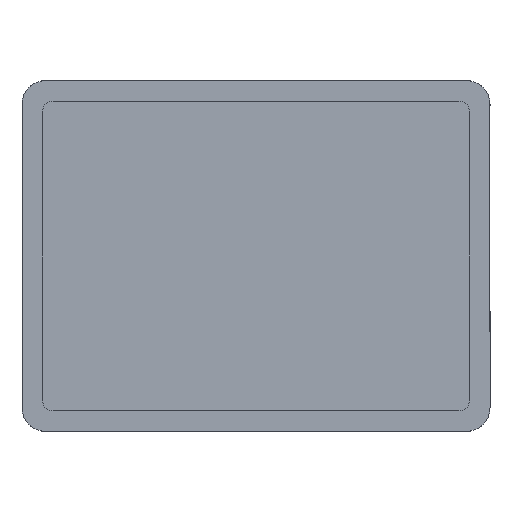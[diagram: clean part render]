
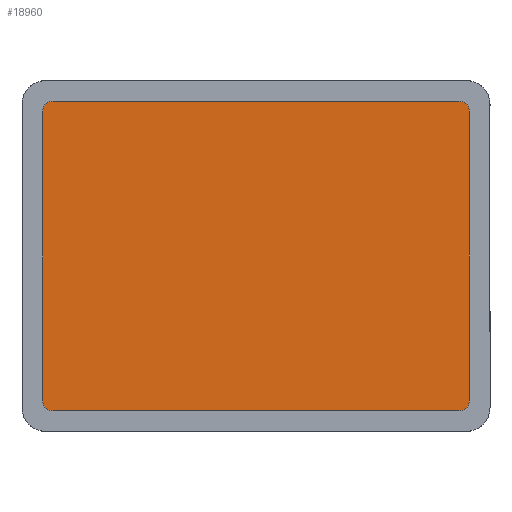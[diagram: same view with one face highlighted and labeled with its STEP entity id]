
A CAD part, front view. The second image highlights one B-rep face of the part: STEP entity #18960.
In plain terms, the highlighted planar face has unit normal (0, -1, 0).
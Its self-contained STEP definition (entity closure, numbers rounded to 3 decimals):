
#164 = FACE_OUTER_BOUND ( 'NONE', #20511, .T. ) ;
#178 = CARTESIAN_POINT ( 'NONE',  ( -182., 0., 123. ) ) ;
#213 = VERTEX_POINT ( 'NONE', #17149 ) ;
#1189 = CARTESIAN_POINT ( 'NONE',  ( 173., 0., 132. ) ) ;
#1277 = AXIS2_PLACEMENT_3D ( 'NONE', #20424, #6207, #19047 ) ;
#1443 = CARTESIAN_POINT ( 'NONE',  ( 173., 0., 123. ) ) ;
#2048 = PLANE ( 'NONE',  #9881 ) ;
#2567 = CARTESIAN_POINT ( 'NONE',  ( -173., 0., 132. ) ) ;
#2714 = LINE ( 'NONE', #5876, #18291 ) ;
#3233 = DIRECTION ( 'NONE',  ( 0., 0., -1. ) ) ;
#3497 = CIRCLE ( 'NONE', #18623, 9. ) ;
#3763 = DIRECTION ( 'NONE',  ( 0., 0., 1. ) ) ;
#4087 = VERTEX_POINT ( 'NONE', #18944 ) ;
#4617 = VECTOR ( 'NONE', #3233, 1000. ) ;
#4627 = EDGE_CURVE ( 'NONE', #16207, #8124, #17843, .T. ) ;
#4803 = VERTEX_POINT ( 'NONE', #12958 ) ;
#4925 = CARTESIAN_POINT ( 'NONE',  ( 182., 0., 123. ) ) ;
#5006 = CARTESIAN_POINT ( 'NONE',  ( -173., 0., -123. ) ) ;
#5130 = EDGE_CURVE ( 'NONE', #16290, #213, #9676, .T. ) ;
#5218 = DIRECTION ( 'NONE',  ( 0., 0., 1. ) ) ;
#5876 = CARTESIAN_POINT ( 'NONE',  ( -173., 0., -132. ) ) ;
#6207 = DIRECTION ( 'NONE',  ( 0., 1., 0. ) ) ;
#6586 = EDGE_CURVE ( 'NONE', #4087, #16290, #2714, .T. ) ;
#6685 = EDGE_CURVE ( 'NONE', #14711, #16207, #3497, .T. ) ;
#6786 = CIRCLE ( 'NONE', #11505, 9. ) ;
#6789 = DIRECTION ( 'NONE',  ( 0., 1., 0. ) ) ;
#7983 = DIRECTION ( 'NONE',  ( 0., 0., 1. ) ) ;
#8124 = VERTEX_POINT ( 'NONE', #13734 ) ;
#8149 = ORIENTED_EDGE ( 'NONE', *, *, #4627, .F. ) ;
#8567 = CARTESIAN_POINT ( 'NONE',  ( 182., 0., 123. ) ) ;
#8647 = VERTEX_POINT ( 'NONE', #178 ) ;
#9048 = ORIENTED_EDGE ( 'NONE', *, *, #9658, .F. ) ;
#9166 = CARTESIAN_POINT ( 'NONE',  ( -173., 0., -132. ) ) ;
#9424 = EDGE_CURVE ( 'NONE', #4803, #14711, #13808, .T. ) ;
#9658 = EDGE_CURVE ( 'NONE', #213, #8647, #11290, .T. ) ;
#9676 = CIRCLE ( 'NONE', #1277, 9. ) ;
#9881 = AXIS2_PLACEMENT_3D ( 'NONE', #5006, #6789, #5218 ) ;
#10561 = CIRCLE ( 'NONE', #17956, 9. ) ;
#11290 = LINE ( 'NONE', #13163, #16322 ) ;
#11505 = AXIS2_PLACEMENT_3D ( 'NONE', #13322, #19761, #3763 ) ;
#12301 = ORIENTED_EDGE ( 'NONE', *, *, #6685, .F. ) ;
#12739 = DIRECTION ( 'NONE',  ( 0., 0., 1. ) ) ;
#12854 = DIRECTION ( 'NONE',  ( 0., 0., 1. ) ) ;
#12958 = CARTESIAN_POINT ( 'NONE',  ( -173., 0., 132. ) ) ;
#13163 = CARTESIAN_POINT ( 'NONE',  ( -182., 0., 123. ) ) ;
#13322 = CARTESIAN_POINT ( 'NONE',  ( 173., 0., -123. ) ) ;
#13701 = ORIENTED_EDGE ( 'NONE', *, *, #5130, .F. ) ;
#13734 = CARTESIAN_POINT ( 'NONE',  ( 182., 0., -123. ) ) ;
#13808 = LINE ( 'NONE', #2567, #16298 ) ;
#14006 = DIRECTION ( 'NONE',  ( 0., 1., 0. ) ) ;
#14201 = ORIENTED_EDGE ( 'NONE', *, *, #6586, .F. ) ;
#14213 = CARTESIAN_POINT ( 'NONE',  ( -173., 0., 123. ) ) ;
#14711 = VERTEX_POINT ( 'NONE', #1189 ) ;
#15392 = DIRECTION ( 'NONE',  ( 1., 0., 0. ) ) ;
#16207 = VERTEX_POINT ( 'NONE', #8567 ) ;
#16290 = VERTEX_POINT ( 'NONE', #9166 ) ;
#16298 = VECTOR ( 'NONE', #15392, 1000. ) ;
#16322 = VECTOR ( 'NONE', #12854, 1000. ) ;
#16721 = ORIENTED_EDGE ( 'NONE', *, *, #9424, .F. ) ;
#17013 = EDGE_CURVE ( 'NONE', #8124, #4087, #6786, .T. ) ;
#17149 = CARTESIAN_POINT ( 'NONE',  ( -182., 0., -123. ) ) ;
#17737 = ORIENTED_EDGE ( 'NONE', *, *, #17013, .F. ) ;
#17843 = LINE ( 'NONE', #4925, #4617 ) ;
#17956 = AXIS2_PLACEMENT_3D ( 'NONE', #14213, #14006, #12739 ) ;
#18291 = VECTOR ( 'NONE', #18706, 1000. ) ;
#18623 = AXIS2_PLACEMENT_3D ( 'NONE', #1443, #19025, #7983 ) ;
#18706 = DIRECTION ( 'NONE',  ( -1., 0., 0. ) ) ;
#18944 = CARTESIAN_POINT ( 'NONE',  ( 173., 0., -132. ) ) ;
#18960 = ADVANCED_FACE ( 'NONE', ( #164 ), #2048, .F. ) ;
#19025 = DIRECTION ( 'NONE',  ( 0., 1., 0. ) ) ;
#19047 = DIRECTION ( 'NONE',  ( 0., 0., 1. ) ) ;
#19761 = DIRECTION ( 'NONE',  ( 0., 1., 0. ) ) ;
#20424 = CARTESIAN_POINT ( 'NONE',  ( -173., 0., -123. ) ) ;
#20511 = EDGE_LOOP ( 'NONE', ( #13701, #14201, #17737, #8149, #12301, #16721, #20608, #9048 ) ) ;
#20608 = ORIENTED_EDGE ( 'NONE', *, *, #20721, .F. ) ;
#20721 = EDGE_CURVE ( 'NONE', #8647, #4803, #10561, .T. ) ;
